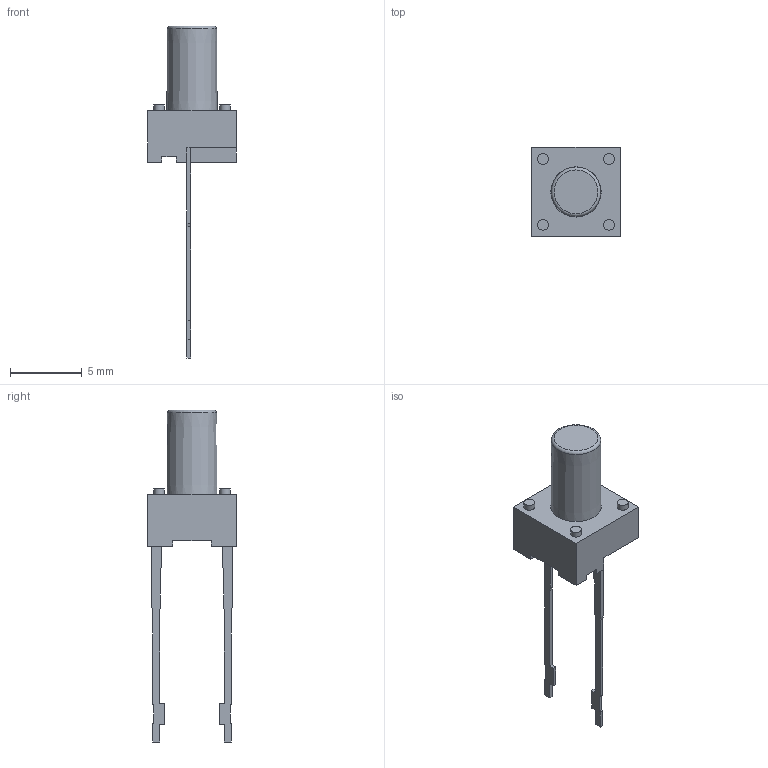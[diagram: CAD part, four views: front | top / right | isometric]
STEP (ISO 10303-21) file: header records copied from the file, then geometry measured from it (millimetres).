
FILE_DESCRIPTION((' '),'2;1');
FILE_NAME('TL59BFxxxQ.stp','2017-07-25T16:19:56',(' '),(' '),' ','ACIS',' ');
FILE_SCHEMA(('CONFIG_CONTROL_DESIGN'));
Length unit declared in the file: inch
Products named in the file (1): TL59BFxxxQ.stp
Bounding box: 6.2 x 6.2 x 23.15 mm (x, y, z)
Volume: 153.5 mm3; surface area: 390.5 mm2
Topology: 1 solids, 2 shells, 183 faces, 472 edges, 308 vertices
Faces by surface type: plane 128, cylinder 48, torus 5, cone 1, bspline 1
Full cylindrical faces by diameter (mm): 0.75 x4, 3.5 x1
Entity records: 5553 total; most frequent: CARTESIAN_POINT 1016, ORIENTED_EDGE 908, DIRECTION 892, EDGE_CURVE 454, VECTOR 374, LINE 374, VERTEX_POINT 300, AXIS2_PLACEMENT_3D 259
